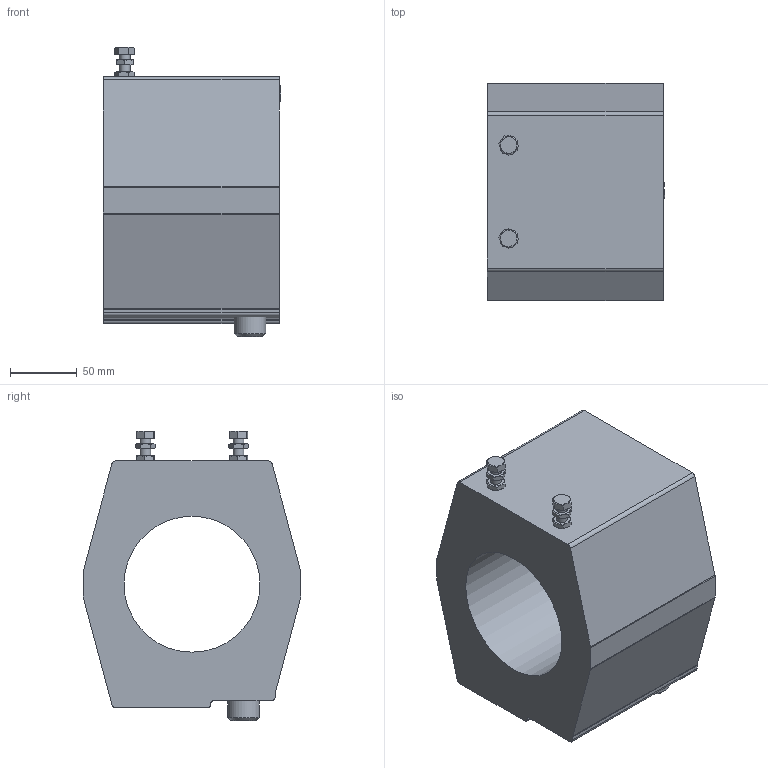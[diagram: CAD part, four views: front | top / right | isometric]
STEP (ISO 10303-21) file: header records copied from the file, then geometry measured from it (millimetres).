
FILE_DESCRIPTION(('STEP AP242'), '1');
FILE_NAME('ﾒﾘ-ﾝﾊ ﾌ8', '', ('UNSPECIFIED'), ('UNSPECIFIED'), 'ASCON STEP Converter 1.6', 'ASCON Math Kernel', '');
FILE_SCHEMA(('AP242_MANAGED_MODEL_BASED_3D_ENGINEERING_MIM_LF { 1 0 10303 442 1 1 4 }'));
Length unit declared in the file: millimetre
Assembly tree (11 placements, depth 2):
  (unnamed)
    (unnamed)
    (unnamed)  x3
    (unnamed)
    (unnamed)  x2
    (unnamed)  x4
Bounding box: 133 x 163 x 217.3 mm (x, y, z)
Volume: 2398038.7 mm3; surface area: 175205.6 mm2
Topology: 11 solids, 11 shells, 334 faces, 789 edges, 489 vertices
Faces by surface type: plane 190, cylinder 114, cone 28, torus 2
Full cylindrical faces by diameter (mm): 5.2 x6, 6.647 x3, 6.917 x4, 8 x2, 12 x9, 18 x1, 22 x1, 24 x1, 30 x3, 102 x1
Entity records: 8579 total; most frequent: CARTESIAN_POINT 1855, DIRECTION 1043, ORIENTED_EDGE 908, EDGE_CURVE 454, AXIS2_PLACEMENT_3D 405, VERTEX_POINT 311, EDGE_LOOP 255, LINE 233
